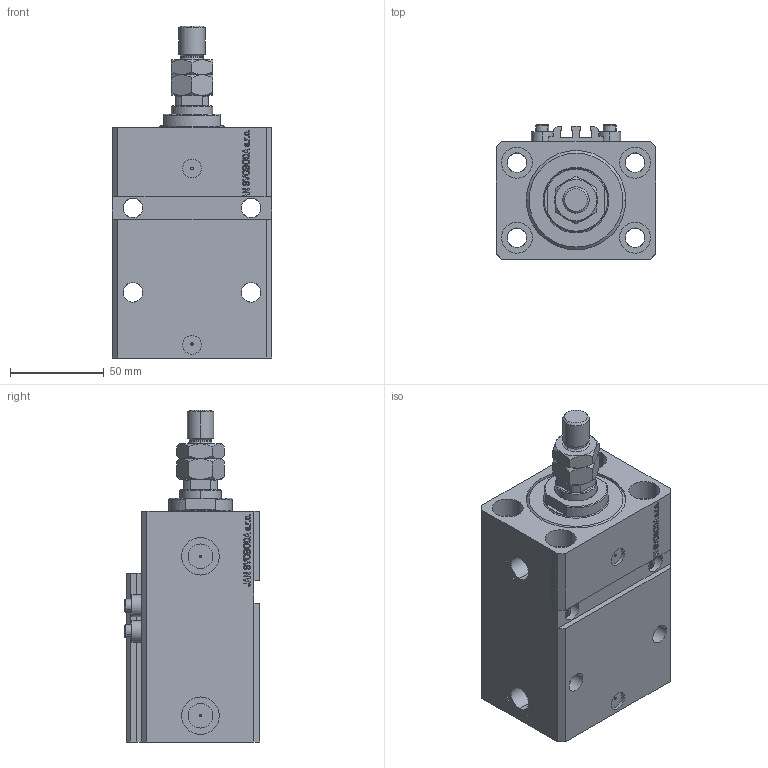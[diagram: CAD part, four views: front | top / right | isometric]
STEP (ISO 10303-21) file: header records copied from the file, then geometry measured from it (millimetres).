
FILE_DESCRIPTION (( 'STEP AP203' ), '1' );
FILE_NAME ('9164.STEP', '2025-09-04T07:30:09', ( '' ), ( '' ), 'SwSTEP 2.0', 'SolidWorks 2019', '' );
FILE_SCHEMA (( 'CONFIG_CONTROL_DESIGN' ));
Length unit declared in the file: millimetre
Products named in the file (6): V250CE_C_VCP f1a1fb26a0a3ca463e44dc73fa69f75f; V250CE_VC_E f1a1fb26a0a3ca463e44dc73fa69f75f; 9164; V250CE_E_Body f1a1fb26a0a3ca463e44dc73fa69f75f; MTA f1a1fb26a0a3ca463e44dc73fa69f75f; ALLEN BOLT V250CE f1a1fb26a0a3ca463e44dc73fa69f75f
Assembly tree (8 placements, depth 2):
  9164
    V250CE_E_Body f1a1fb26a0a3ca463e44dc73fa69f75f
    ALLEN BOLT V250CE f1a1fb26a0a3ca463e44dc73fa69f75f  x4
    V250CE_C_VCP f1a1fb26a0a3ca463e44dc73fa69f75f
    V250CE_VC_E f1a1fb26a0a3ca463e44dc73fa69f75f
    MTA f1a1fb26a0a3ca463e44dc73fa69f75f
Bounding box: 85 x 72 x 177 mm (x, y, z)
Volume: 567178.4 mm3; surface area: 122369.3 mm2
Topology: 9 solids, 9 shells, 1156 faces, 2869 edges, 1839 vertices
Faces by surface type: plane 550, bspline 356, cylinder 150, cone 84, torus 16
Entity records: 49682 total; most frequent: CARTESIAN_POINT 25546, ORIENTED_EDGE 5428, DIRECTION 3632, EDGE_CURVE 2714, VERTEX_POINT 1755, LINE 1622, VECTOR 1622, EDGE_LOOP 1219
